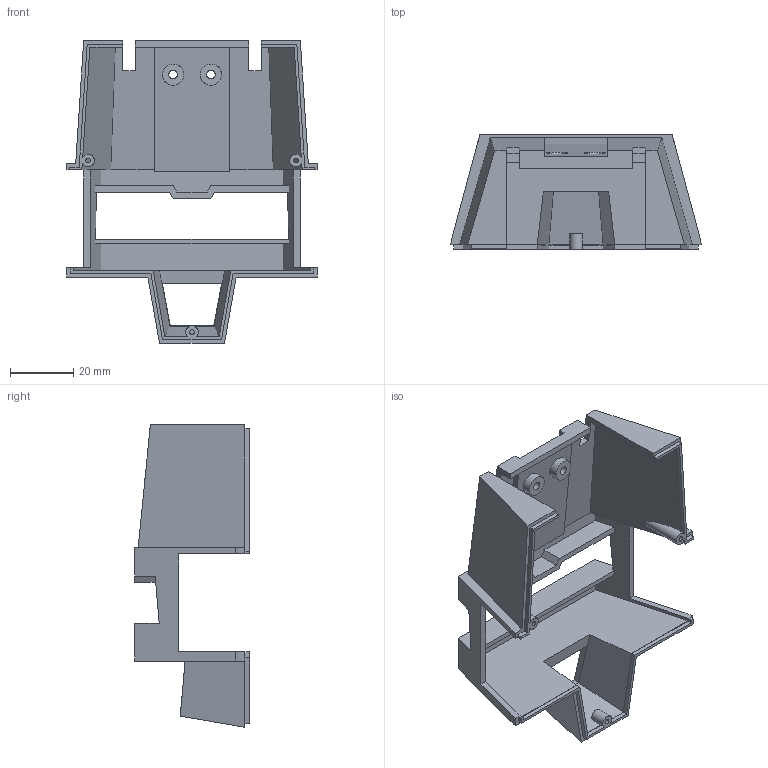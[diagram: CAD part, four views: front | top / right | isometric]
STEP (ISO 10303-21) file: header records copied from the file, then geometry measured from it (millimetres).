
FILE_DESCRIPTION((''),'2;1');
FILE_NAME('ROBOTIS-OP3_CVR_HEAD_F_PRT','2017-02-10T',('kimdolyang'),(''),'PRO/ENGINEER BY PARAMETRIC TECHNOLOGY CORPORATION, 2013410','PRO/ENGINEER BY PARAMETRIC TECHNOLOGY CORPORATION, 2013410','');
FILE_SCHEMA(('AUTOMOTIVE_DESIGN { 1 0 10303 214 1 1 1 1 }'));
Length unit declared in the file: millimetre
Products named in the file (1): ROBOTIS-OP3_CVR_HEAD_F_PRT
Bounding box: 79.47 x 36.4 x 96 mm (x, y, z)
Volume: 23213.6 mm3; surface area: 25466.3 mm2
Topology: 1 solids, 1 shells, 151 faces, 423 edges, 278 vertices
Faces by surface type: plane 120, cylinder 27, bspline 4
Entity records: 5287 total; most frequent: CARTESIAN_POINT 1320, ORIENTED_EDGE 846, DIRECTION 733, EDGE_CURVE 423, VECTOR 359, LINE 359, VERTEX_POINT 278, AXIS2_PLACEMENT_3D 187
